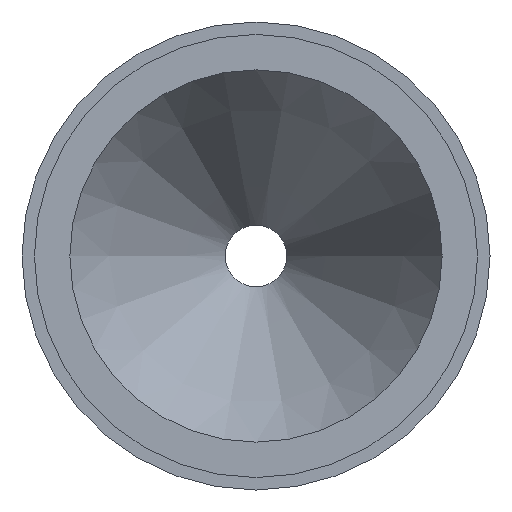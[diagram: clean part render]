
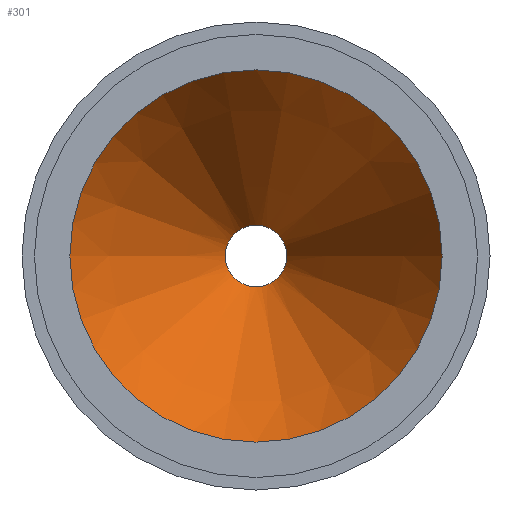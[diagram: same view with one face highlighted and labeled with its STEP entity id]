
A CAD part, left-side view. The second image highlights one B-rep face of the part: STEP entity #301.
In plain terms, the highlighted conical face has half-angle 30.04 degrees and reference radius 12.239 mm.
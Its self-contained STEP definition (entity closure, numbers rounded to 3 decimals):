
#50=FACE_OUTER_BOUND('',#74,.T.);
#74=EDGE_LOOP('',(#222,#223,#224,#225));
#108=LINE('',#511,#122);
#122=VECTOR('',#397,12.239);
#136=CIRCLE('',#341,21.);
#137=CIRCLE('',#342,3.479);
#160=VERTEX_POINT('',#508);
#161=VERTEX_POINT('',#510);
#184=EDGE_CURVE('',#160,#160,#136,.T.);
#185=EDGE_CURVE('',#160,#161,#108,.T.);
#186=EDGE_CURVE('',#161,#161,#137,.T.);
#222=ORIENTED_EDGE('',*,*,#184,.F.);
#223=ORIENTED_EDGE('',*,*,#185,.T.);
#224=ORIENTED_EDGE('',*,*,#186,.T.);
#225=ORIENTED_EDGE('',*,*,#185,.F.);
#298=CONICAL_SURFACE('',#340,12.239,0.524);
#301=ADVANCED_FACE('',(#50),#298,.F.);
#340=AXIS2_PLACEMENT_3D('',#507,#393,#394);
#341=AXIS2_PLACEMENT_3D('',#509,#395,#396);
#342=AXIS2_PLACEMENT_3D('',#512,#398,#399);
#393=DIRECTION('center_axis',(-1.,0.,0.));
#394=DIRECTION('ref_axis',(0.,1.,0.));
#395=DIRECTION('center_axis',(1.,0.,0.));
#396=DIRECTION('ref_axis',(0.,0.,-1.));
#397=DIRECTION('',(0.866,0.501,0.));
#398=DIRECTION('center_axis',(1.,0.,0.));
#399=DIRECTION('ref_axis',(0.,0.,-1.));
#507=CARTESIAN_POINT('Origin',(25.149,0.,0.));
#508=CARTESIAN_POINT('',(10.,-21.,0.));
#509=CARTESIAN_POINT('Origin',(10.,0.,0.));
#510=CARTESIAN_POINT('',(40.299,-3.479,0.));
#511=CARTESIAN_POINT('',(25.149,-12.239,0.));
#512=CARTESIAN_POINT('Origin',(40.299,0.,0.));
